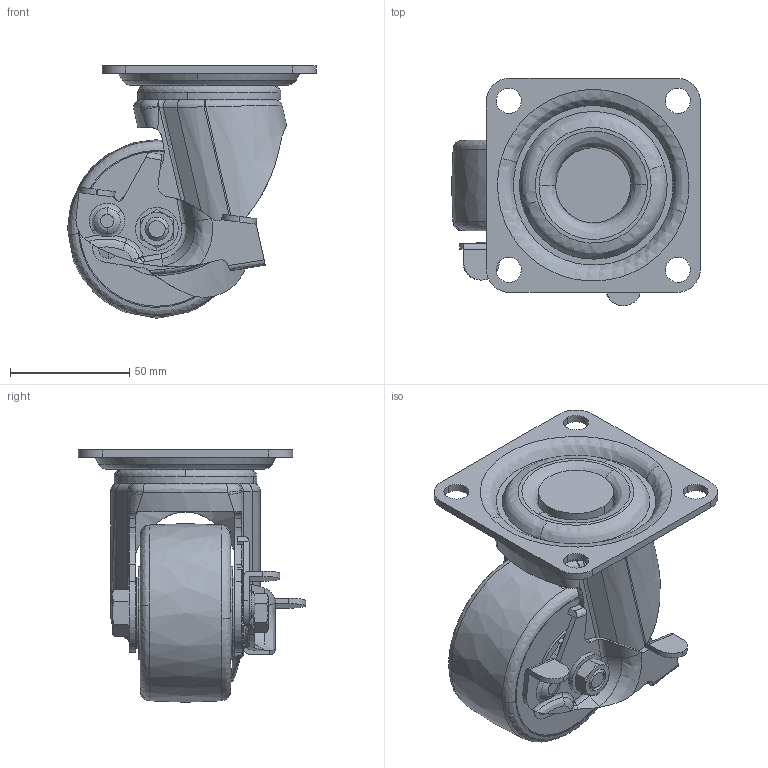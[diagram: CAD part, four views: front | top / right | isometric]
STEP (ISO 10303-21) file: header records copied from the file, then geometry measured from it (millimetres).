
FILE_DESCRIPTION((''),'2;1');
FILE_NAME('','2009-03-19T14:18:56',(''),(''),'','CADfix','');
FILE_SCHEMA(('AUTOMOTIVE_DESIGN { 1 0 10303 214 1 1 1 1 }'));
Length unit declared in the file: millimetre
Bounding box: 104.5 x 95.5 x 106 mm (x, y, z)
Volume: 272672.3 mm3; surface area: 79515.2 mm2
Topology: 6 solids, 12 shells, 398 faces, 1138 edges, 768 vertices
Faces by surface type: bspline 398
Entity records: 19815 total; most frequent: CARTESIAN_POINT 13463, ORIENTED_EDGE 2224, EDGE_CURVE 1133, VERTEX_POINT 768, EDGE_LOOP 439, FACE_OUTER_BOUND 398, ADVANCED_FACE 398, QUASI_UNIFORM_CURVE 388
